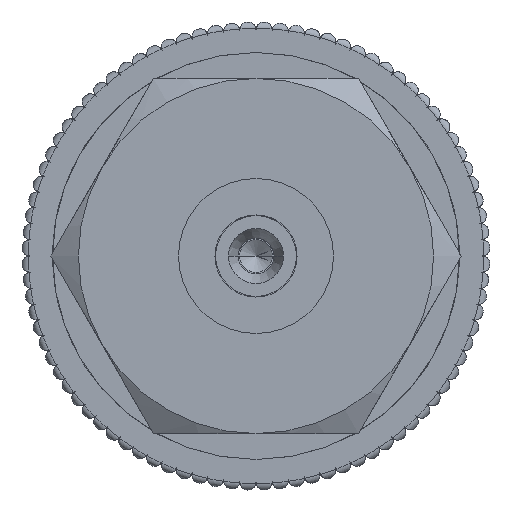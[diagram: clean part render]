
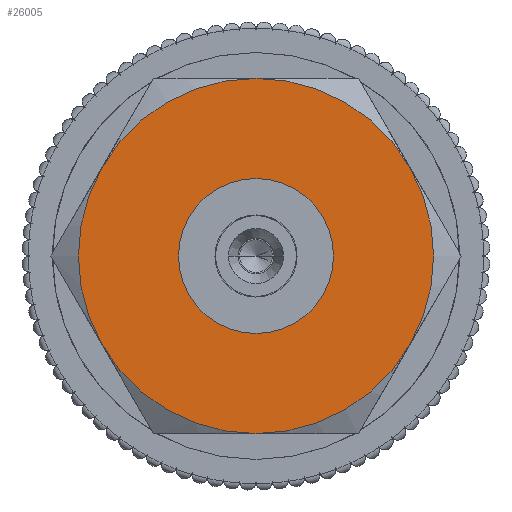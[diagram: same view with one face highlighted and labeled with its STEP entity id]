
A CAD part, left-side view. The second image highlights one B-rep face of the part: STEP entity #26005.
In plain terms, the highlighted planar face has unit normal (-1, 0, 0).
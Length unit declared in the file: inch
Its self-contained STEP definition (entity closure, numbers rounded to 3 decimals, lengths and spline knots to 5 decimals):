
#332 = CIRCLE ( 'NONE', #22902, 0.21654 ) ;
#595 = AXIS2_PLACEMENT_3D ( 'NONE', #14579, #12723, #22846 ) ;
#2006 = EDGE_CURVE ( 'NONE', #6682, #18310, #5592, .T. ) ;
#2414 = VERTEX_POINT ( 'NONE', #19357 ) ;
#2514 = DIRECTION ( 'NONE',  ( 0., 0., 1. ) ) ;
#2631 = DIRECTION ( 'NONE',  ( 0., 0., -1. ) ) ;
#2748 = DIRECTION ( 'NONE',  ( 0., 0., -1. ) ) ;
#2790 = AXIS2_PLACEMENT_3D ( 'NONE', #25803, #24330, #18201 ) ;
#2814 = AXIS2_PLACEMENT_3D ( 'NONE', #16243, #3722, #9723 ) ;
#3175 = FACE_BOUND ( 'NONE', #13858, .T. ) ;
#3444 = VERTEX_POINT ( 'NONE', #24220 ) ;
#3722 = DIRECTION ( 'NONE',  ( -1., 0., 0. ) ) ;
#3910 = ORIENTED_EDGE ( 'NONE', *, *, #21506, .F. ) ;
#4286 = DIRECTION ( 'NONE',  ( 1., 0., 0. ) ) ;
#4762 = CARTESIAN_POINT ( 'NONE',  ( 0., 0., 0. ) ) ;
#5592 = CIRCLE ( 'NONE', #8998, 0.21654 ) ;
#6049 = CARTESIAN_POINT ( 'NONE',  ( 0., 0., 0.21654 ) ) ;
#6066 = EDGE_CURVE ( 'NONE', #2414, #3444, #10881, .T. ) ;
#6682 = VERTEX_POINT ( 'NONE', #14269 ) ;
#7017 = DIRECTION ( 'NONE',  ( 0., 0., -1. ) ) ;
#7113 = ORIENTED_EDGE ( 'NONE', *, *, #21313, .F. ) ;
#7987 = CARTESIAN_POINT ( 'NONE',  ( 0., 0.18753, 0.10827 ) ) ;
#8108 = VERTEX_POINT ( 'NONE', #12766 ) ;
#8181 = ORIENTED_EDGE ( 'NONE', *, *, #6066, .F. ) ;
#8709 = AXIS2_PLACEMENT_3D ( 'NONE', #14908, #20771, #2514 ) ;
#8802 = CARTESIAN_POINT ( 'NONE',  ( 0., 0.18753, -0.10827 ) ) ;
#8843 = CARTESIAN_POINT ( 'NONE',  ( 0., -0.18753, -0.10827 ) ) ;
#8899 = VERTEX_POINT ( 'NONE', #7987 ) ;
#8919 = EDGE_CURVE ( 'NONE', #14492, #8899, #21112, .T. ) ;
#8998 = AXIS2_PLACEMENT_3D ( 'NONE', #12991, #25248, #7017 ) ;
#9620 = AXIS2_PLACEMENT_3D ( 'NONE', #11168, #20890, #2631 ) ;
#9723 = DIRECTION ( 'NONE',  ( 0., 0., 1. ) ) ;
#9929 = DIRECTION ( 'NONE',  ( 1., 0., 0. ) ) ;
#10418 = CARTESIAN_POINT ( 'NONE',  ( 0., 0., 0. ) ) ;
#10881 = CIRCLE ( 'NONE', #2790, 0.09449 ) ;
#11168 = CARTESIAN_POINT ( 'NONE',  ( 0., 0., 0. ) ) ;
#11487 = EDGE_CURVE ( 'NONE', #24179, #6682, #332, .T. ) ;
#12104 = CIRCLE ( 'NONE', #8709, 0.09449 ) ;
#12723 = DIRECTION ( 'NONE',  ( 1., 0., 0. ) ) ;
#12766 = CARTESIAN_POINT ( 'NONE',  ( 0., -0.18753, 0.10827 ) ) ;
#12991 = CARTESIAN_POINT ( 'NONE',  ( 0., 0., 0. ) ) ;
#13035 = FACE_OUTER_BOUND ( 'NONE', #15536, .T. ) ;
#13164 = ORIENTED_EDGE ( 'NONE', *, *, #2006, .F. ) ;
#13348 = CIRCLE ( 'NONE', #14625, 0.21654 ) ;
#13373 = CIRCLE ( 'NONE', #595, 0.21654 ) ;
#13858 = EDGE_LOOP ( 'NONE', ( #16599, #8181 ) ) ;
#14051 = CARTESIAN_POINT ( 'NONE',  ( 0., 0., 0. ) ) ;
#14269 = CARTESIAN_POINT ( 'NONE',  ( 0., 0., -0.21654 ) ) ;
#14414 = DIRECTION ( 'NONE',  ( 0., 0., -1. ) ) ;
#14492 = VERTEX_POINT ( 'NONE', #6049 ) ;
#14579 = CARTESIAN_POINT ( 'NONE',  ( 0., 0., 0. ) ) ;
#14625 = AXIS2_PLACEMENT_3D ( 'NONE', #14051, #9929, #16076 ) ;
#14883 = DIRECTION ( 'NONE',  ( 1., 0., 0. ) ) ;
#14908 = CARTESIAN_POINT ( 'NONE',  ( 0., 0., 0. ) ) ;
#15536 = EDGE_LOOP ( 'NONE', ( #13164, #22292, #15655, #3910, #16261, #7113 ) ) ;
#15655 = ORIENTED_EDGE ( 'NONE', *, *, #21667, .F. ) ;
#16076 = DIRECTION ( 'NONE',  ( 0., 0., -1. ) ) ;
#16243 = CARTESIAN_POINT ( 'NONE',  ( 0., 0., 0. ) ) ;
#16261 = ORIENTED_EDGE ( 'NONE', *, *, #8919, .T. ) ;
#16599 = ORIENTED_EDGE ( 'NONE', *, *, #19858, .F. ) ;
#17604 = AXIS2_PLACEMENT_3D ( 'NONE', #4762, #14883, #2748 ) ;
#18201 = DIRECTION ( 'NONE',  ( 0., 0., 1. ) ) ;
#18310 = VERTEX_POINT ( 'NONE', #8802 ) ;
#19357 = CARTESIAN_POINT ( 'NONE',  ( 0., 0., -0.09449 ) ) ;
#19858 = EDGE_CURVE ( 'NONE', #3444, #2414, #12104, .T. ) ;
#20771 = DIRECTION ( 'NONE',  ( -1., 0., 0. ) ) ;
#20890 = DIRECTION ( 'NONE',  ( 1., 0., 0. ) ) ;
#21112 = CIRCLE ( 'NONE', #2814, 0.21654 ) ;
#21168 = PLANE ( 'NONE',  #9620 ) ;
#21313 = EDGE_CURVE ( 'NONE', #18310, #8899, #23567, .T. ) ;
#21506 = EDGE_CURVE ( 'NONE', #14492, #8108, #13348, .T. ) ;
#21667 = EDGE_CURVE ( 'NONE', #8108, #24179, #13373, .T. ) ;
#22292 = ORIENTED_EDGE ( 'NONE', *, *, #11487, .F. ) ;
#22846 = DIRECTION ( 'NONE',  ( 0., 0., -1. ) ) ;
#22902 = AXIS2_PLACEMENT_3D ( 'NONE', #10418, #4286, #14414 ) ;
#23567 = CIRCLE ( 'NONE', #17604, 0.21654 ) ;
#24179 = VERTEX_POINT ( 'NONE', #8843 ) ;
#24220 = CARTESIAN_POINT ( 'NONE',  ( 0., 0., 0.09449 ) ) ;
#24330 = DIRECTION ( 'NONE',  ( -1., 0., 0. ) ) ;
#25248 = DIRECTION ( 'NONE',  ( 1., 0., 0. ) ) ;
#25803 = CARTESIAN_POINT ( 'NONE',  ( 0., 0., 0. ) ) ;
#26005 = ADVANCED_FACE ( 'NONE', ( #3175, #13035 ), #21168, .F. ) ;
